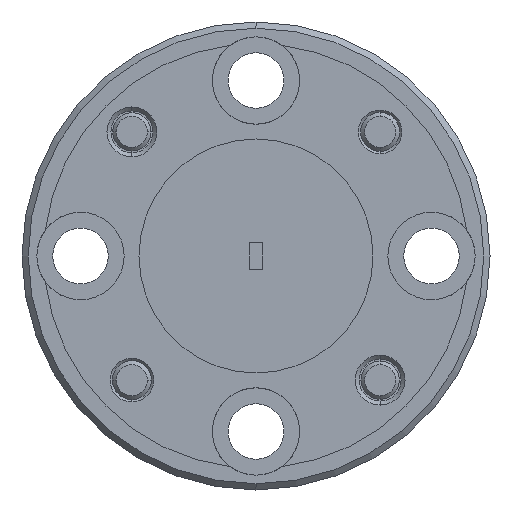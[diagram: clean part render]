
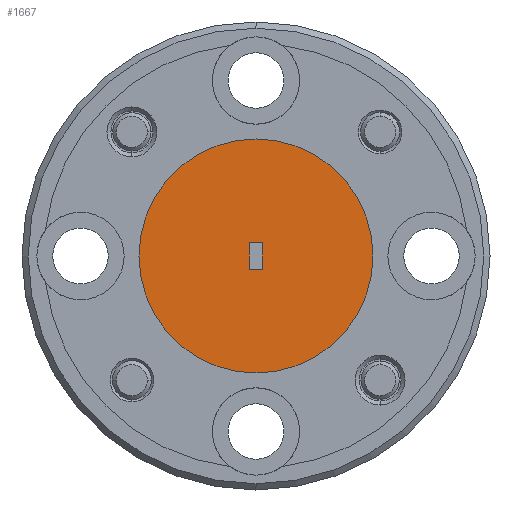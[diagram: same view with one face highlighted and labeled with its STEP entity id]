
A CAD part, left-side view. The second image highlights one B-rep face of the part: STEP entity #1667.
In plain terms, the highlighted planar face has unit normal (-1, 0, 0).
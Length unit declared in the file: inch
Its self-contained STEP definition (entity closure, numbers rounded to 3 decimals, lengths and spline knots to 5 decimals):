
#69 = EDGE_CURVE ( 'NONE', #4026, #1704, #1878, .T. ) ;
#130 = VERTEX_POINT ( 'NONE', #3733 ) ;
#180 = CARTESIAN_POINT ( 'NONE',  ( 0., 0.01075, 0.0215 ) ) ;
#199 = FACE_BOUND ( 'NONE', #2240, .T. ) ;
#286 = AXIS2_PLACEMENT_3D ( 'NONE', #3724, #2790, #1320 ) ;
#287 = DIRECTION ( 'NONE',  ( 0., 0., -1. ) ) ;
#399 = DIRECTION ( 'NONE',  ( 0., 1., 0. ) ) ;
#564 = DIRECTION ( 'NONE',  ( 0., 0., 1. ) ) ;
#568 = VECTOR ( 'NONE', #1166, 39.37008 ) ;
#845 = DIRECTION ( 'NONE',  ( 1., 0., 0. ) ) ;
#957 = EDGE_CURVE ( 'NONE', #3098, #1801, #2950, .T. ) ;
#1002 = CIRCLE ( 'NONE', #286, 0.1875 ) ;
#1054 = EDGE_CURVE ( 'NONE', #1739, #130, #1002, .T. ) ;
#1100 = ORIENTED_EDGE ( 'NONE', *, *, #2943, .F. ) ;
#1146 = LINE ( 'NONE', #2526, #568 ) ;
#1166 = DIRECTION ( 'NONE',  ( 0., -1., 0. ) ) ;
#1276 = EDGE_CURVE ( 'NONE', #130, #1739, #1289, .T. ) ;
#1289 = CIRCLE ( 'NONE', #1509, 0.1875 ) ;
#1320 = DIRECTION ( 'NONE',  ( 0., 0., 1. ) ) ;
#1509 = AXIS2_PLACEMENT_3D ( 'NONE', #1564, #2940, #4325 ) ;
#1564 = CARTESIAN_POINT ( 'NONE',  ( 0., 0., 0. ) ) ;
#1667 = ADVANCED_FACE ( 'NONE', ( #199, #2558 ), #3939, .F. ) ;
#1704 = VERTEX_POINT ( 'NONE', #4407 ) ;
#1739 = VERTEX_POINT ( 'NONE', #2957 ) ;
#1753 = ORIENTED_EDGE ( 'NONE', *, *, #1276, .T. ) ;
#1801 = VERTEX_POINT ( 'NONE', #1990 ) ;
#1878 = LINE ( 'NONE', #180, #4318 ) ;
#1980 = CARTESIAN_POINT ( 'NONE',  ( 0., -0.01075, -0.0215 ) ) ;
#1990 = CARTESIAN_POINT ( 'NONE',  ( 0., -0.01075, 0.0215 ) ) ;
#2193 = ORIENTED_EDGE ( 'NONE', *, *, #957, .F. ) ;
#2229 = VECTOR ( 'NONE', #564, 39.37008 ) ;
#2240 = EDGE_LOOP ( 'NONE', ( #1100, #3787, #4173, #2193 ) ) ;
#2322 = VECTOR ( 'NONE', #399, 39.37008 ) ;
#2392 = EDGE_CURVE ( 'NONE', #1801, #4026, #2711, .T. ) ;
#2526 = CARTESIAN_POINT ( 'NONE',  ( 0., 0.01075, -0.0215 ) ) ;
#2558 = FACE_OUTER_BOUND ( 'NONE', #2896, .T. ) ;
#2711 = LINE ( 'NONE', #3481, #2322 ) ;
#2790 = DIRECTION ( 'NONE',  ( -1., 0., 0. ) ) ;
#2896 = EDGE_LOOP ( 'NONE', ( #1753, #4088 ) ) ;
#2940 = DIRECTION ( 'NONE',  ( -1., 0., 0. ) ) ;
#2943 = EDGE_CURVE ( 'NONE', #1704, #3098, #1146, .T. ) ;
#2950 = LINE ( 'NONE', #3266, #2229 ) ;
#2957 = CARTESIAN_POINT ( 'NONE',  ( 0., 0., -0.1875 ) ) ;
#3054 = CARTESIAN_POINT ( 'NONE',  ( 0., 0.01075, 0.0215 ) ) ;
#3098 = VERTEX_POINT ( 'NONE', #1980 ) ;
#3266 = CARTESIAN_POINT ( 'NONE',  ( 0., -0.01075, -0.0215 ) ) ;
#3314 = AXIS2_PLACEMENT_3D ( 'NONE', #3618, #845, #3593 ) ;
#3481 = CARTESIAN_POINT ( 'NONE',  ( 0., -0.01075, 0.0215 ) ) ;
#3593 = DIRECTION ( 'NONE',  ( 0., 0., -1. ) ) ;
#3618 = CARTESIAN_POINT ( 'NONE',  ( 0., 0., 0. ) ) ;
#3724 = CARTESIAN_POINT ( 'NONE',  ( 0., 0., 0. ) ) ;
#3733 = CARTESIAN_POINT ( 'NONE',  ( 0., 0., 0.1875 ) ) ;
#3787 = ORIENTED_EDGE ( 'NONE', *, *, #69, .F. ) ;
#3939 = PLANE ( 'NONE',  #3314 ) ;
#4026 = VERTEX_POINT ( 'NONE', #3054 ) ;
#4088 = ORIENTED_EDGE ( 'NONE', *, *, #1054, .T. ) ;
#4173 = ORIENTED_EDGE ( 'NONE', *, *, #2392, .F. ) ;
#4318 = VECTOR ( 'NONE', #287, 39.37008 ) ;
#4325 = DIRECTION ( 'NONE',  ( 0., 0., 1. ) ) ;
#4407 = CARTESIAN_POINT ( 'NONE',  ( 0., 0.01075, -0.0215 ) ) ;
